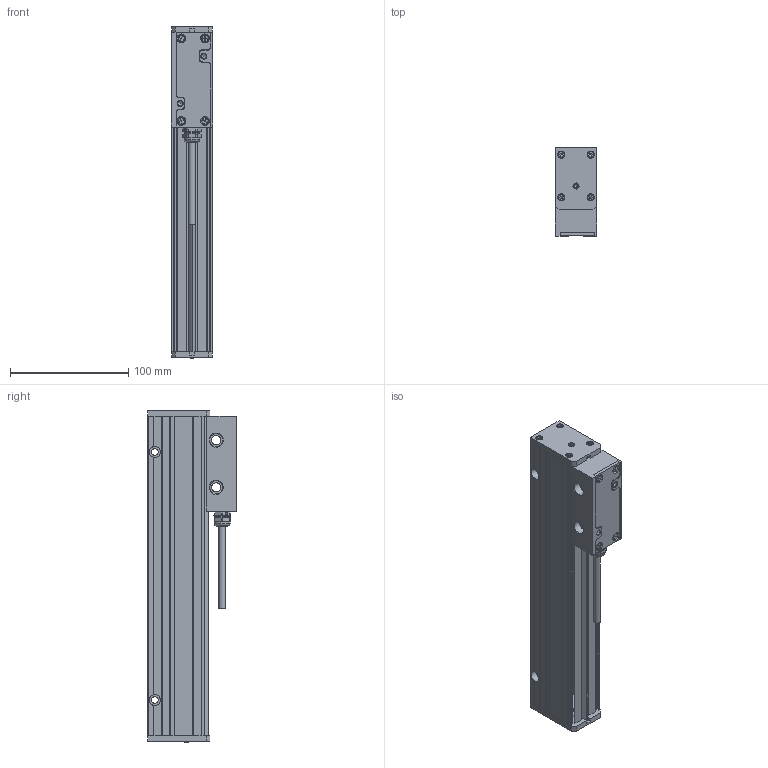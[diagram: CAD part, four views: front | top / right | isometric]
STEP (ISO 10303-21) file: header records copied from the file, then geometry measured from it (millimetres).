
FILE_DESCRIPTION(/* description */ (''),/* implementation_level */ '2;1');
FILE_NAME(/* name */ 'L35.stp',/* time_stamp */ '2015-03-19T14:08:10+02:00',/* author */ ('EdgarasA'),/* organization */ (''),/* preprocessor_version */ 'ST-DEVELOPER v15.2',/* originating_system */ 'Autodesk Inventor 2014',/* authorisation */ '');
FILE_SCHEMA (('AUTOMOTIVE_DESIGN { 1 0 10303 214 3 1 1 }'));
Length unit declared in the file: millimetre
Products named in the file (1): L35
Bounding box: 35 x 75 x 281 mm (x, y, z)
Surface area: 65307 mm2 (no closed solid volume)
Topology: 0 solids, 51 shells, 199 faces, 765 edges, 605 vertices
Faces by surface type: plane 139, cone 30, cylinder 29, torus 1
Full cylindrical faces by diameter (mm): 4.134 x2, 5.5 x1, 9.4 x4, 11 x4, 12.5 x1, 13.44 x2
Entity records: 7859 total; most frequent: CARTESIAN_POINT 1679, DIRECTION 1187, ORIENTED_EDGE 974, EDGE_CURVE 710, VERTEX_POINT 589, LINE 453, VECTOR 453, AXIS2_PLACEMENT_3D 367
